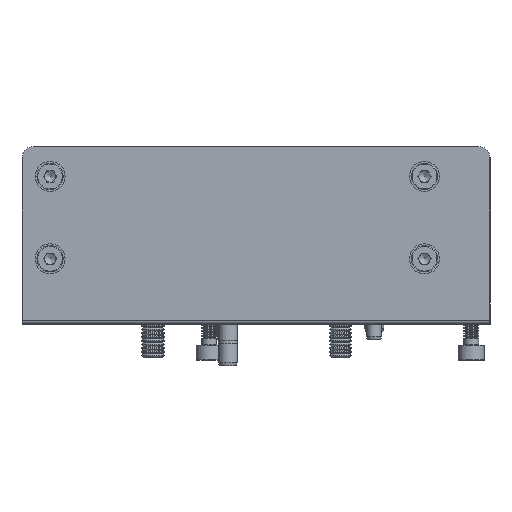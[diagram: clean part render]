
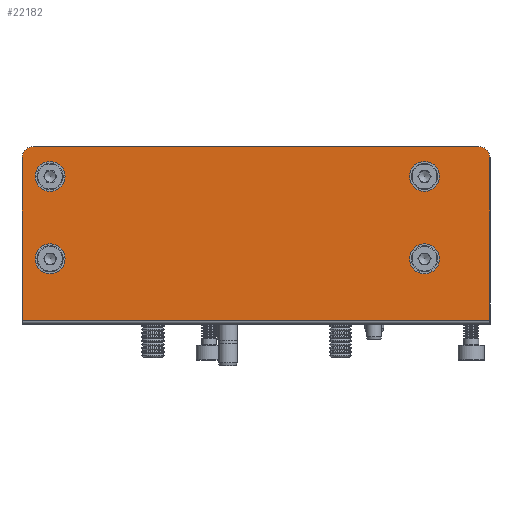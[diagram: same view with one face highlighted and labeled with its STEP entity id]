
A CAD part, left-side view. The second image highlights one B-rep face of the part: STEP entity #22182.
In plain terms, the highlighted planar face has unit normal (-1, 0, 0).
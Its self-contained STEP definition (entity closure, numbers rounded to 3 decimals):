
#173 = LINE ( 'NONE', #5379, #22149 ) ;
#276 = DIRECTION ( 'NONE',  ( -1., 0., 0. ) ) ;
#345 = CARTESIAN_POINT ( 'NONE',  ( 0., 62.5, 44.5 ) ) ;
#722 = DIRECTION ( 'NONE',  ( 0., 0., 1. ) ) ;
#1031 = VERTEX_POINT ( 'NONE', #1658 ) ;
#1291 = VERTEX_POINT ( 'NONE', #21377 ) ;
#1454 = VERTEX_POINT ( 'NONE', #345 ) ;
#1658 = CARTESIAN_POINT ( 'NONE',  ( 0., -62.5, 44.5 ) ) ;
#3115 = CARTESIAN_POINT ( 'NONE',  ( 0., 62.5, 0. ) ) ;
#3277 = DIRECTION ( 'NONE',  ( 0., 0., 1. ) ) ;
#3457 = FACE_OUTER_BOUND ( 'NONE', #22259, .T. ) ;
#3633 = FACE_BOUND ( 'NONE', #10820, .T. ) ;
#3907 = CARTESIAN_POINT ( 'NONE',  ( 0., -62.5, 1. ) ) ;
#4626 = EDGE_CURVE ( 'NONE', #11611, #11611, #19249, .T. ) ;
#5331 = VERTEX_POINT ( 'NONE', #12614 ) ;
#5379 = CARTESIAN_POINT ( 'NONE',  ( 0., 62.5, 47.5 ) ) ;
#5893 = ORIENTED_EDGE ( 'NONE', *, *, #19186, .F. ) ;
#5909 = DIRECTION ( 'NONE',  ( 0., -1., 0. ) ) ;
#5983 = FACE_BOUND ( 'NONE', #23901, .T. ) ;
#6649 = AXIS2_PLACEMENT_3D ( 'NONE', #19031, #16328, #23782 ) ;
#7501 = ORIENTED_EDGE ( 'NONE', *, *, #4626, .F. ) ;
#7560 = ORIENTED_EDGE ( 'NONE', *, *, #22189, .T. ) ;
#7913 = ORIENTED_EDGE ( 'NONE', *, *, #26146, .F. ) ;
#8290 = ORIENTED_EDGE ( 'NONE', *, *, #14752, .F. ) ;
#8316 = CARTESIAN_POINT ( 'NONE',  ( 0., -59.5, 47.5 ) ) ;
#9355 = EDGE_CURVE ( 'NONE', #23915, #1031, #19412, .T. ) ;
#9424 = CIRCLE ( 'NONE', #26705, 4. ) ;
#9936 = AXIS2_PLACEMENT_3D ( 'NONE', #20600, #30894, #10275 ) ;
#10275 = DIRECTION ( 'NONE',  ( 0., 0., -1. ) ) ;
#10486 = ORIENTED_EDGE ( 'NONE', *, *, #9355, .T. ) ;
#10820 = EDGE_LOOP ( 'NONE', ( #7501 ) ) ;
#11296 = LINE ( 'NONE', #29388, #31514 ) ;
#11390 = CIRCLE ( 'NONE', #11936, 4. ) ;
#11569 = CIRCLE ( 'NONE', #9936, 3. ) ;
#11611 = VERTEX_POINT ( 'NONE', #13490 ) ;
#11936 = AXIS2_PLACEMENT_3D ( 'NONE', #21305, #29058, #722 ) ;
#12614 = CARTESIAN_POINT ( 'NONE',  ( 0., 55., 43.5 ) ) ;
#13305 = EDGE_CURVE ( 'NONE', #5331, #5331, #9424, .T. ) ;
#13490 = CARTESIAN_POINT ( 'NONE',  ( 0., -45., 43.5 ) ) ;
#13946 = PLANE ( 'NONE',  #26303 ) ;
#14072 = ORIENTED_EDGE ( 'NONE', *, *, #32452, .T. ) ;
#14371 = DIRECTION ( 'NONE',  ( 0., 0., 1. ) ) ;
#14752 = EDGE_CURVE ( 'NONE', #26717, #1454, #11296, .T. ) ;
#14788 = CARTESIAN_POINT ( 'NONE',  ( 0., -45., 39.5 ) ) ;
#14843 = CARTESIAN_POINT ( 'NONE',  ( 0., 59.5, 47.5 ) ) ;
#14955 = EDGE_CURVE ( 'NONE', #30277, #1454, #11569, .T. ) ;
#15789 = DIRECTION ( 'NONE',  ( 1., 0., 0. ) ) ;
#15958 = DIRECTION ( 'NONE',  ( -1., 0., 0. ) ) ;
#16102 = ORIENTED_EDGE ( 'NONE', *, *, #14955, .T. ) ;
#16328 = DIRECTION ( 'NONE',  ( -1., 0., 0. ) ) ;
#16350 = DIRECTION ( 'NONE',  ( 0., -1., 0. ) ) ;
#16467 = CARTESIAN_POINT ( 'NONE',  ( 0., 55., 21.5 ) ) ;
#16879 = CARTESIAN_POINT ( 'NONE',  ( 0., -62.5, 0. ) ) ;
#18219 = CIRCLE ( 'NONE', #24709, 3. ) ;
#18486 = FACE_BOUND ( 'NONE', #30278, .T. ) ;
#18500 = CIRCLE ( 'NONE', #6649, 4. ) ;
#18687 = VERTEX_POINT ( 'NONE', #8316 ) ;
#19031 = CARTESIAN_POINT ( 'NONE',  ( 0., 55., 17.5 ) ) ;
#19079 = LINE ( 'NONE', #24165, #30590 ) ;
#19186 = EDGE_CURVE ( 'NONE', #1291, #1291, #11390, .T. ) ;
#19249 = CIRCLE ( 'NONE', #19806, 4. ) ;
#19412 = LINE ( 'NONE', #16879, #27172 ) ;
#19806 = AXIS2_PLACEMENT_3D ( 'NONE', #14788, #25077, #30802 ) ;
#20600 = CARTESIAN_POINT ( 'NONE',  ( 0., 59.5, 44.5 ) ) ;
#20648 = EDGE_CURVE ( 'NONE', #31824, #31824, #18500, .T. ) ;
#21305 = CARTESIAN_POINT ( 'NONE',  ( 0., -45., 17.5 ) ) ;
#21347 = CARTESIAN_POINT ( 'NONE',  ( 0., 62.5, 1. ) ) ;
#21377 = CARTESIAN_POINT ( 'NONE',  ( 0., -45., 21.5 ) ) ;
#21621 = DIRECTION ( 'NONE',  ( 0., 0., 1. ) ) ;
#22149 = VECTOR ( 'NONE', #16350, 1000. ) ;
#22182 = ADVANCED_FACE ( 'NONE', ( #18486, #3633, #26600, #5983, #3457 ), #13946, .F. ) ;
#22189 = EDGE_CURVE ( 'NONE', #1031, #18687, #18219, .T. ) ;
#22259 = EDGE_LOOP ( 'NONE', ( #10486, #7560, #7913, #16102, #8290, #14072 ) ) ;
#22651 = ORIENTED_EDGE ( 'NONE', *, *, #20648, .F. ) ;
#23782 = DIRECTION ( 'NONE',  ( 0., 0., 1. ) ) ;
#23901 = EDGE_LOOP ( 'NONE', ( #29545 ) ) ;
#23915 = VERTEX_POINT ( 'NONE', #3907 ) ;
#24081 = CARTESIAN_POINT ( 'NONE',  ( 0., -59.5, 44.5 ) ) ;
#24165 = CARTESIAN_POINT ( 'NONE',  ( 0., 62.5, 1. ) ) ;
#24241 = DIRECTION ( 'NONE',  ( 0., 0., -1. ) ) ;
#24709 = AXIS2_PLACEMENT_3D ( 'NONE', #24081, #15958, #26087 ) ;
#25077 = DIRECTION ( 'NONE',  ( -1., 0., 0. ) ) ;
#26081 = CARTESIAN_POINT ( 'NONE',  ( 0., 55., 39.5 ) ) ;
#26087 = DIRECTION ( 'NONE',  ( 0., 0., -1. ) ) ;
#26146 = EDGE_CURVE ( 'NONE', #30277, #18687, #173, .T. ) ;
#26303 = AXIS2_PLACEMENT_3D ( 'NONE', #3115, #15789, #24241 ) ;
#26600 = FACE_BOUND ( 'NONE', #26732, .T. ) ;
#26705 = AXIS2_PLACEMENT_3D ( 'NONE', #26081, #276, #3277 ) ;
#26717 = VERTEX_POINT ( 'NONE', #21347 ) ;
#26732 = EDGE_LOOP ( 'NONE', ( #22651 ) ) ;
#27172 = VECTOR ( 'NONE', #14371, 1000. ) ;
#29058 = DIRECTION ( 'NONE',  ( -1., 0., 0. ) ) ;
#29388 = CARTESIAN_POINT ( 'NONE',  ( 0., 62.5, 0. ) ) ;
#29545 = ORIENTED_EDGE ( 'NONE', *, *, #13305, .F. ) ;
#30277 = VERTEX_POINT ( 'NONE', #14843 ) ;
#30278 = EDGE_LOOP ( 'NONE', ( #5893 ) ) ;
#30590 = VECTOR ( 'NONE', #5909, 1000. ) ;
#30802 = DIRECTION ( 'NONE',  ( 0., 0., 1. ) ) ;
#30894 = DIRECTION ( 'NONE',  ( -1., 0., 0. ) ) ;
#31514 = VECTOR ( 'NONE', #21621, 1000. ) ;
#31824 = VERTEX_POINT ( 'NONE', #16467 ) ;
#32452 = EDGE_CURVE ( 'NONE', #26717, #23915, #19079, .T. ) ;
